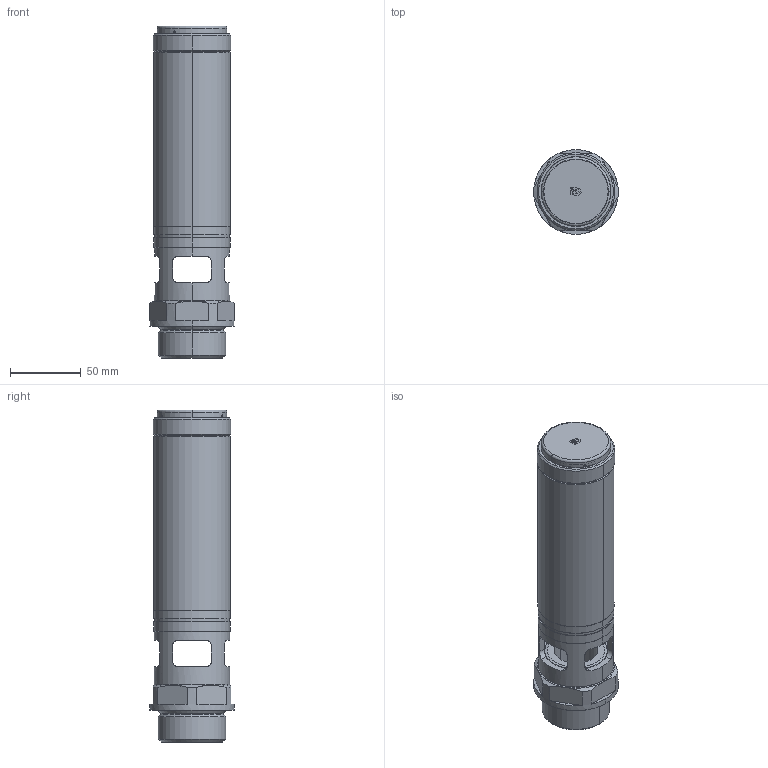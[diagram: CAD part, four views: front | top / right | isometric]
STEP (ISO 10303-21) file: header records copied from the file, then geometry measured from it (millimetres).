
FILE_DESCRIPTION(('HOOPS Exchange Step'),'2;1');
FILE_NAME('SV01_DN40.stp','2026-01-09T15:59:24+01:00',('nieru'),('Unknown organisation'),'HOOPS Exchange 2024.2','HOOPS Exchange','Unknown authorisation');
FILE_SCHEMA( ('AP203_CONFIGURATION_CONTROLLED_3D_DESIGN_OF_MECHANICAL_PARTS_AND_ASSEMBLIES_MIM_LF') );
Length unit declared in the file: millimetre
Products named in the file (2): 0; root
Assembly tree (1 placements, depth 2):
  root
    0
Bounding box: 60 x 60 x 235.3 mm (x, y, z)
Volume: 197276.5 mm3; surface area: 89633.7 mm2
Topology: 4 solids, 4 shells, 248 faces, 593 edges, 376 vertices
Faces by surface type: plane 84, cylinder 74, cone 48, torus 16, bspline 14, sphere 12
Entity records: 9607 total; most frequent: CARTESIAN_POINT 3758, DIRECTION 1189, ORIENTED_EDGE 1186, EDGE_CURVE 593, AXIS2_PLACEMENT_3D 471, VERTEX_POINT 376, EDGE_LOOP 285, FACE_BOUND 285
